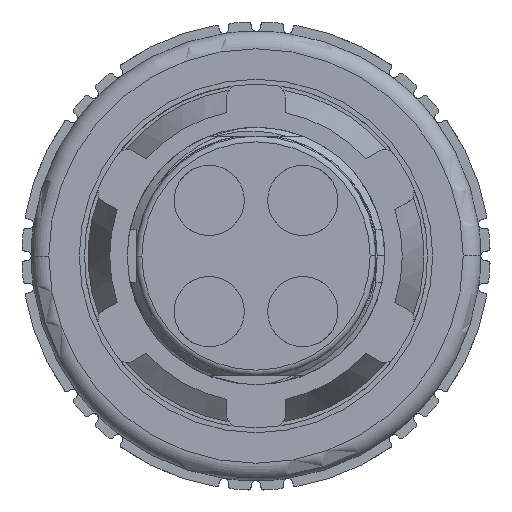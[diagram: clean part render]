
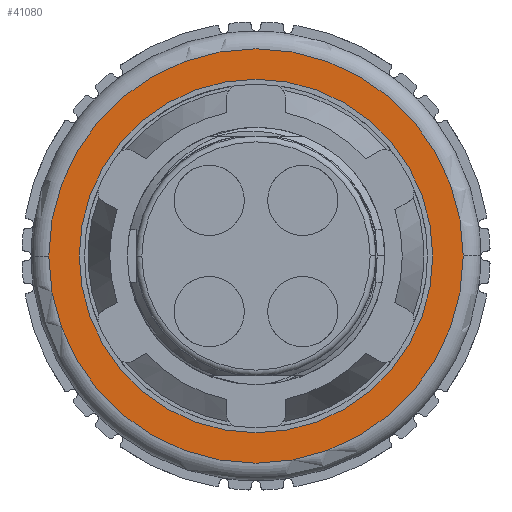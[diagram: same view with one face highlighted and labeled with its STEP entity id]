
A CAD part, front view. The second image highlights one B-rep face of the part: STEP entity #41080.
In plain terms, the highlighted planar face has unit normal (0, -1, 0).
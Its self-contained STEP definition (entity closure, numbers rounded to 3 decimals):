
#4966=CARTESIAN_POINT('',(0.,21.8,0.));
#4967=DIRECTION('',(0.,1.,0.));
#4968=DIRECTION('',(1.,0.,0.));
#4969=AXIS2_PLACEMENT_3D('',#4966,#4967,#4968);
#4971=CARTESIAN_POINT('',(0.,21.8,0.));
#4972=DIRECTION('',(0.,-1.,0.));
#4973=DIRECTION('',(1.,0.,0.));
#4974=AXIS2_PLACEMENT_3D('',#4971,#4972,#4973);
#4976=CARTESIAN_POINT('',(0.,21.8,0.));
#4977=DIRECTION('',(0.,1.,0.));
#4978=DIRECTION('',(1.,0.,0.));
#4979=AXIS2_PLACEMENT_3D('',#4976,#4977,#4978);
#4981=CARTESIAN_POINT('',(0.,21.8,0.));
#4982=DIRECTION('',(0.,1.,0.));
#4983=DIRECTION('',(-1.,0.,0.));
#4984=AXIS2_PLACEMENT_3D('',#4981,#4982,#4983);
#11477=CARTESIAN_POINT('',(15.1,21.8,0.));
#11479=VERTEX_POINT('',#11477);
#11481=CARTESIAN_POINT('',(-15.1,21.8,0.));
#11483=VERTEX_POINT('',#11481);
#12503=CARTESIAN_POINT('',(17.7,21.8,0.));
#12504=CARTESIAN_POINT('',(-17.7,21.8,0.));
#12505=VERTEX_POINT('',#12503);
#12506=VERTEX_POINT('',#12504);
#41065=CARTESIAN_POINT('',(0.,21.8,0.));
#41066=DIRECTION('',(0.,-1.,0.));
#41067=DIRECTION('',(-1.,0.,0.));
#41068=AXIS2_PLACEMENT_3D('',#41065,#41066,#41067);
#41069=PLANE('',#41068);
#41071=ORIENTED_EDGE('',*,*,#41070,.T.);
#41073=ORIENTED_EDGE('',*,*,#41072,.T.);
#41074=EDGE_LOOP('',(#41071,#41073));
#41075=FACE_OUTER_BOUND('',#41074,.F.);
#41076=ORIENTED_EDGE('',*,*,#41058,.F.);
#41077=ORIENTED_EDGE('',*,*,#41047,.T.);
#41078=EDGE_LOOP('',(#41076,#41077));
#41079=FACE_BOUND('',#41078,.F.);
#4970=CIRCLE('',#4969,15.1);
#4975=CIRCLE('',#4974,15.1);
#4980=CIRCLE('',#4979,17.7);
#4985=CIRCLE('',#4984,17.7);
#41047=EDGE_CURVE('',#11479,#11483,#4975,.T.);
#41058=EDGE_CURVE('',#11479,#11483,#4970,.T.);
#41070=EDGE_CURVE('',#12505,#12506,#4980,.T.);
#41072=EDGE_CURVE('',#12506,#12505,#4985,.T.);
#41080=ADVANCED_FACE('',(#41075,#41079),#41069,.T.);
